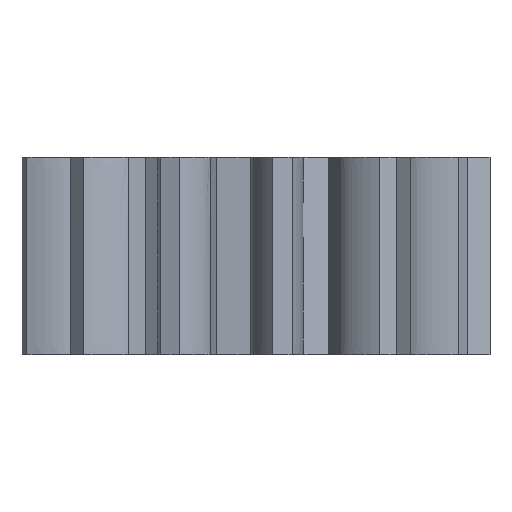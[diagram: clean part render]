
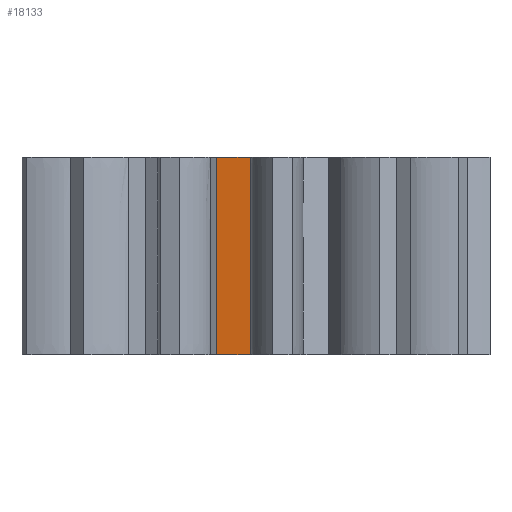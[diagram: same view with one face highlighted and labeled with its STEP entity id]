
A CAD part, front view. The second image highlights one B-rep face of the part: STEP entity #18133.
In plain terms, the highlighted face is a extrusion surface.
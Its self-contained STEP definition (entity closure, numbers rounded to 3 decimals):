
#93 = PLANE('',#94);
#94 = AXIS2_PLACEMENT_3D('',#95,#96,#97);
#95 = CARTESIAN_POINT('',(0.,0.,6.25));
#96 = DIRECTION('',(0.,0.,1.));
#97 = DIRECTION('',(1.,0.,0.));
#168 = PLANE('',#169);
#169 = AXIS2_PLACEMENT_3D('',#170,#171,#172);
#170 = CARTESIAN_POINT('',(0.,0.,0.));
#171 = DIRECTION('',(0.,0.,1.));
#172 = DIRECTION('',(1.,0.,0.));
#3027 = VERTEX_POINT('',#3028);
#3028 = CARTESIAN_POINT('',(-1.18,-5.116,0.));
#3040 = SURFACE_OF_LINEAR_EXTRUSION('',#3041,#3044);
#3041 = B_SPLINE_CURVE_WITH_KNOTS('',1,(#3042,#3043),.UNSPECIFIED.,.F.,
  .F.,(2,2),(0.,0.858),.PIECEWISE_BEZIER_KNOTS.);
#3042 = CARTESIAN_POINT('',(-1.373,-5.952,0.));
#3043 = CARTESIAN_POINT('',(-1.18,-5.116,0.));
#3044 = VECTOR('',#3045,1.);
#3045 = DIRECTION('',(-0.,-0.,-1.));
#3053 = EDGE_CURVE('',#3027,#3054,#3056,.T.);
#3054 = VERTEX_POINT('',#3055);
#3055 = CARTESIAN_POINT('',(-0.078,-5.249,0.));
#3056 = SURFACE_CURVE('',#3057,(#3060,#3066),.PCURVE_S1.);
#3057 = B_SPLINE_CURVE_WITH_KNOTS('',1,(#3058,#3059),.UNSPECIFIED.,.F.,
  .F.,(2,2),(0.,1.11),.PIECEWISE_BEZIER_KNOTS.);
#3058 = CARTESIAN_POINT('',(-1.18,-5.116,0.));
#3059 = CARTESIAN_POINT('',(-0.078,-5.249,0.));
#3060 = PCURVE('',#168,#3061);
#3061 = DEFINITIONAL_REPRESENTATION('',(#3062),#3065);
#3062 = B_SPLINE_CURVE_WITH_KNOTS('',1,(#3063,#3064),.UNSPECIFIED.,.F.,
  .F.,(2,2),(0.,1.11),.PIECEWISE_BEZIER_KNOTS.);
#3063 = CARTESIAN_POINT('',(-1.18,-5.116));
#3064 = CARTESIAN_POINT('',(-0.078,-5.249));
#3065 = ( GEOMETRIC_REPRESENTATION_CONTEXT(2) 
PARAMETRIC_REPRESENTATION_CONTEXT() REPRESENTATION_CONTEXT('2D SPACE',''
  ) );
#3066 = PCURVE('',#3067,#3073);
#3067 = SURFACE_OF_LINEAR_EXTRUSION('',#3068,#3071);
#3068 = B_SPLINE_CURVE_WITH_KNOTS('',1,(#3069,#3070),.UNSPECIFIED.,.F.,
  .F.,(2,2),(0.,1.11),.PIECEWISE_BEZIER_KNOTS.);
#3069 = CARTESIAN_POINT('',(-1.18,-5.116,0.));
#3070 = CARTESIAN_POINT('',(-0.078,-5.249,0.));
#3071 = VECTOR('',#3072,1.);
#3072 = DIRECTION('',(-0.,-0.,-1.));
#3073 = DEFINITIONAL_REPRESENTATION('',(#3074),#3078);
#3074 = LINE('',#3075,#3076);
#3075 = CARTESIAN_POINT('',(0.,0.));
#3076 = VECTOR('',#3077,1.);
#3077 = DIRECTION('',(1.,0.));
#3078 = ( GEOMETRIC_REPRESENTATION_CONTEXT(2) 
PARAMETRIC_REPRESENTATION_CONTEXT() REPRESENTATION_CONTEXT('2D SPACE',''
  ) );
#3094 = SURFACE_OF_LINEAR_EXTRUSION('',#3095,#3098);
#3095 = B_SPLINE_CURVE_WITH_KNOTS('',1,(#3096,#3097),.UNSPECIFIED.,.F.,
  .F.,(2,2),(0.,0.858),.PIECEWISE_BEZIER_KNOTS.);
#3096 = CARTESIAN_POINT('',(-0.078,-5.249,0.));
#3097 = CARTESIAN_POINT('',(-0.091,-6.107,0.));
#3098 = VECTOR('',#3099,1.);
#3099 = DIRECTION('',(-0.,-0.,-1.));
#5843 = VERTEX_POINT('',#5844);
#5844 = CARTESIAN_POINT('',(-1.18,-5.116,6.25));
#5863 = EDGE_CURVE('',#5843,#5864,#5866,.T.);
#5864 = VERTEX_POINT('',#5865);
#5865 = CARTESIAN_POINT('',(-0.078,-5.249,6.25));
#5866 = SURFACE_CURVE('',#5867,(#5870,#5876),.PCURVE_S1.);
#5867 = B_SPLINE_CURVE_WITH_KNOTS('',1,(#5868,#5869),.UNSPECIFIED.,.F.,
  .F.,(2,2),(0.,1.11),.PIECEWISE_BEZIER_KNOTS.);
#5868 = CARTESIAN_POINT('',(-1.18,-5.116,6.25));
#5869 = CARTESIAN_POINT('',(-0.078,-5.249,6.25));
#5870 = PCURVE('',#93,#5871);
#5871 = DEFINITIONAL_REPRESENTATION('',(#5872),#5875);
#5872 = B_SPLINE_CURVE_WITH_KNOTS('',1,(#5873,#5874),.UNSPECIFIED.,.F.,
  .F.,(2,2),(0.,1.11),.PIECEWISE_BEZIER_KNOTS.);
#5873 = CARTESIAN_POINT('',(-1.18,-5.116));
#5874 = CARTESIAN_POINT('',(-0.078,-5.249));
#5875 = ( GEOMETRIC_REPRESENTATION_CONTEXT(2) 
PARAMETRIC_REPRESENTATION_CONTEXT() REPRESENTATION_CONTEXT('2D SPACE',''
  ) );
#5876 = PCURVE('',#3067,#5877);
#5877 = DEFINITIONAL_REPRESENTATION('',(#5878),#5882);
#5878 = LINE('',#5879,#5880);
#5879 = CARTESIAN_POINT('',(0.,-6.25));
#5880 = VECTOR('',#5881,1.);
#5881 = DIRECTION('',(1.,0.));
#5882 = ( GEOMETRIC_REPRESENTATION_CONTEXT(2) 
PARAMETRIC_REPRESENTATION_CONTEXT() REPRESENTATION_CONTEXT('2D SPACE',''
  ) );
#18083 = EDGE_CURVE('',#3054,#5864,#18084,.T.);
#18084 = SURFACE_CURVE('',#18085,(#18089,#18096),.PCURVE_S1.);
#18085 = LINE('',#18086,#18087);
#18086 = CARTESIAN_POINT('',(-0.078,-5.249,0.));
#18087 = VECTOR('',#18088,1.);
#18088 = DIRECTION('',(0.,0.,1.));
#18089 = PCURVE('',#3094,#18090);
#18090 = DEFINITIONAL_REPRESENTATION('',(#18091),#18095);
#18091 = LINE('',#18092,#18093);
#18092 = CARTESIAN_POINT('',(0.,0.));
#18093 = VECTOR('',#18094,1.);
#18094 = DIRECTION('',(0.,-1.));
#18095 = ( GEOMETRIC_REPRESENTATION_CONTEXT(2) 
PARAMETRIC_REPRESENTATION_CONTEXT() REPRESENTATION_CONTEXT('2D SPACE',''
  ) );
#18096 = PCURVE('',#3067,#18097);
#18097 = DEFINITIONAL_REPRESENTATION('',(#18098),#18102);
#18098 = LINE('',#18099,#18100);
#18099 = CARTESIAN_POINT('',(1.11,0.));
#18100 = VECTOR('',#18101,1.);
#18101 = DIRECTION('',(0.,-1.));
#18102 = ( GEOMETRIC_REPRESENTATION_CONTEXT(2) 
PARAMETRIC_REPRESENTATION_CONTEXT() REPRESENTATION_CONTEXT('2D SPACE',''
  ) );
#18133 = ADVANCED_FACE('',(#18134),#3067,.F.);
#18134 = FACE_BOUND('',#18135,.F.);
#18135 = EDGE_LOOP('',(#18136,#18157,#18158,#18159));
#18136 = ORIENTED_EDGE('',*,*,#18137,.T.);
#18137 = EDGE_CURVE('',#3027,#5843,#18138,.T.);
#18138 = SURFACE_CURVE('',#18139,(#18143,#18150),.PCURVE_S1.);
#18139 = LINE('',#18140,#18141);
#18140 = CARTESIAN_POINT('',(-1.18,-5.116,0.));
#18141 = VECTOR('',#18142,1.);
#18142 = DIRECTION('',(0.,0.,1.));
#18143 = PCURVE('',#3067,#18144);
#18144 = DEFINITIONAL_REPRESENTATION('',(#18145),#18149);
#18145 = LINE('',#18146,#18147);
#18146 = CARTESIAN_POINT('',(0.,0.));
#18147 = VECTOR('',#18148,1.);
#18148 = DIRECTION('',(0.,-1.));
#18149 = ( GEOMETRIC_REPRESENTATION_CONTEXT(2) 
PARAMETRIC_REPRESENTATION_CONTEXT() REPRESENTATION_CONTEXT('2D SPACE',''
  ) );
#18150 = PCURVE('',#3040,#18151);
#18151 = DEFINITIONAL_REPRESENTATION('',(#18152),#18156);
#18152 = LINE('',#18153,#18154);
#18153 = CARTESIAN_POINT('',(0.858,0.));
#18154 = VECTOR('',#18155,1.);
#18155 = DIRECTION('',(0.,-1.));
#18156 = ( GEOMETRIC_REPRESENTATION_CONTEXT(2) 
PARAMETRIC_REPRESENTATION_CONTEXT() REPRESENTATION_CONTEXT('2D SPACE',''
  ) );
#18157 = ORIENTED_EDGE('',*,*,#5863,.T.);
#18158 = ORIENTED_EDGE('',*,*,#18083,.F.);
#18159 = ORIENTED_EDGE('',*,*,#3053,.F.);
